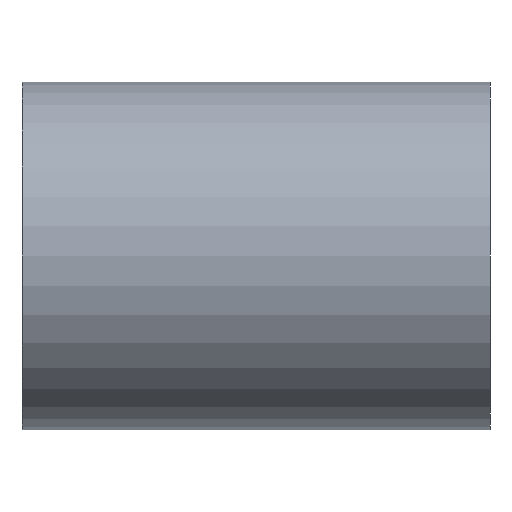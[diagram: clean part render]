
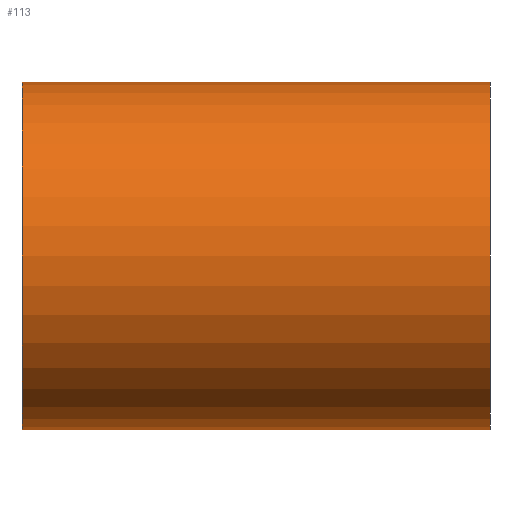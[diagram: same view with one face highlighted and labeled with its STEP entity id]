
A CAD part, front view. The second image highlights one B-rep face of the part: STEP entity #113.
In plain terms, the highlighted cylindrical face has radius 26 mm (diameter 52 mm), a full revolution.
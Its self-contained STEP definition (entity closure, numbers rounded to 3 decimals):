
#1 = AXIS2_PLACEMENT_3D ( 'NONE', #28, #27, #8 ) ;
#5 = EDGE_CURVE ( 'NONE', #78, #78, #14, .T. ) ;
#8 = DIRECTION ( 'NONE',  ( 0., 0., 1. ) ) ;
#14 = CIRCLE ( 'NONE', #83, 26. ) ;
#23 = CIRCLE ( 'NONE', #42, 26. ) ;
#26 = DIRECTION ( 'NONE',  ( -1., 0., 0. ) ) ;
#27 = DIRECTION ( 'NONE',  ( -1., 0., 0. ) ) ;
#28 = CARTESIAN_POINT ( 'NONE',  ( 0., 0., 0. ) ) ;
#31 = ORIENTED_EDGE ( 'NONE', *, *, #5, .T. ) ;
#40 = EDGE_LOOP ( 'NONE', ( #106 ) ) ;
#42 = AXIS2_PLACEMENT_3D ( 'NONE', #104, #26, #118 ) ;
#55 = FACE_OUTER_BOUND ( 'NONE', #73, .T. ) ;
#62 = CYLINDRICAL_SURFACE ( 'NONE', #1, 26. ) ;
#66 = CARTESIAN_POINT ( 'NONE',  ( 0., 0., 26. ) ) ;
#70 = CARTESIAN_POINT ( 'NONE',  ( 70., 0., 0. ) ) ;
#73 = EDGE_LOOP ( 'NONE', ( #31 ) ) ;
#74 = CARTESIAN_POINT ( 'NONE',  ( 70., 0., 26. ) ) ;
#78 = VERTEX_POINT ( 'NONE', #74 ) ;
#83 = AXIS2_PLACEMENT_3D ( 'NONE', #70, #97, #98 ) ;
#92 = FACE_OUTER_BOUND ( 'NONE', #40, .T. ) ;
#97 = DIRECTION ( 'NONE',  ( -1., 0., 0. ) ) ;
#98 = DIRECTION ( 'NONE',  ( 0., 0., 1. ) ) ;
#100 = VERTEX_POINT ( 'NONE', #66 ) ;
#104 = CARTESIAN_POINT ( 'NONE',  ( 0., 0., 0. ) ) ;
#106 = ORIENTED_EDGE ( 'NONE', *, *, #114, .F. ) ;
#113 = ADVANCED_FACE ( 'NONE', ( #92, #55 ), #62, .T. ) ;
#114 = EDGE_CURVE ( 'NONE', #100, #100, #23, .T. ) ;
#118 = DIRECTION ( 'NONE',  ( 0., 0., 1. ) ) ;
